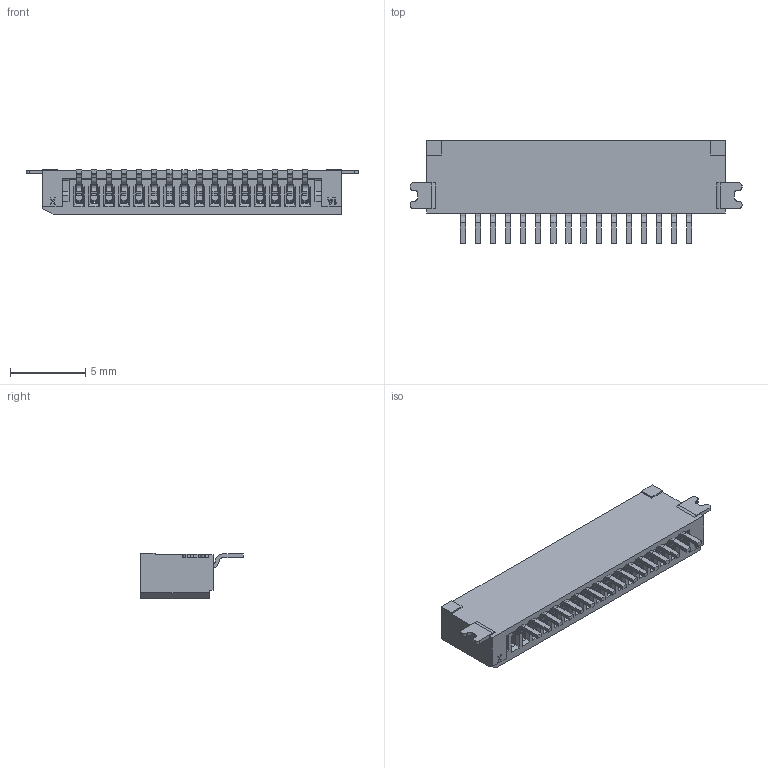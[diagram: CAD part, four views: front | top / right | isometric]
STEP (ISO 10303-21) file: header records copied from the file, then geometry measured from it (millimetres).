
FILE_DESCRIPTION (( 'STEP AP214' ), '1' );
FILE_NAME ('F519-1A7A1-11016-E200.STEP', '2021-01-05T09:42:19', ( '' ), ( '' ), 'SwSTEP 2.0', 'SolidWorks 2020', '' );
FILE_SCHEMA (( 'AUTOMOTIVE_DESIGN' ));
Length unit declared in the file: millimetre
Products named in the file (1): F519-1A7A1-11016-E200
Bounding box: 22 x 6.8 x 3 mm (x, y, z)
Volume: 206.1 mm3; surface area: 731.1 mm2
Topology: 1 solids, 3 shells, 1188 faces, 3207 edges, 2059 vertices
Faces by surface type: plane 720, cylinder 325, torus 96, bspline 47
Entity records: 39712 total; most frequent: CARTESIAN_POINT 10045, ORIENTED_EDGE 6414, DIRECTION 5870, EDGE_CURVE 3207, VECTOR 2162, LINE 2162, VERTEX_POINT 2059, AXIS2_PLACEMENT_3D 1854
